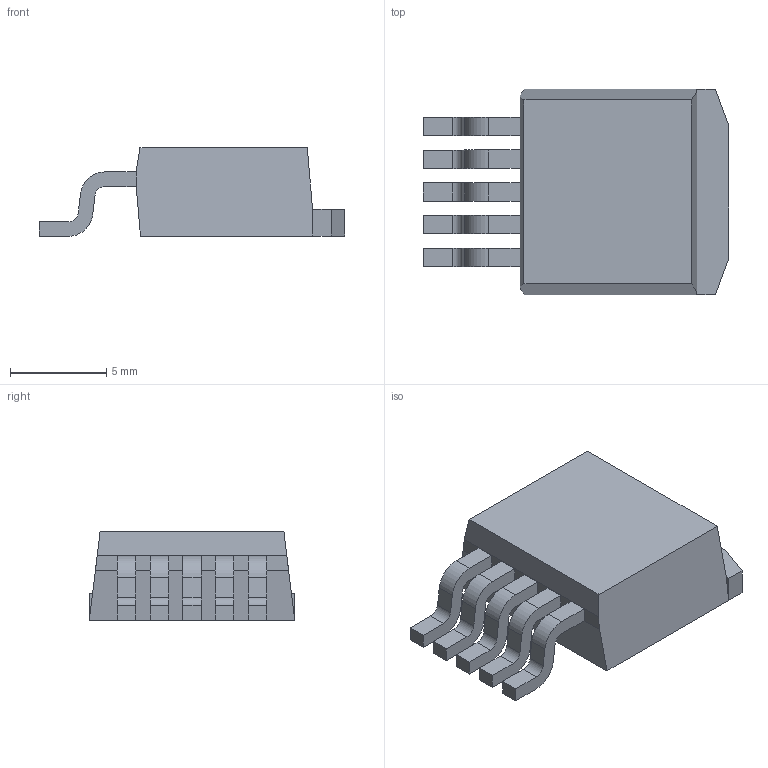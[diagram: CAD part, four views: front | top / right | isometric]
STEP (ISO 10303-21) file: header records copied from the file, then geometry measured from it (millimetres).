
FILE_DESCRIPTION((''),'2;1');
FILE_NAME('TO170P1524X460-6N-R774X1067.stp','2012-05-02T11:58:32',(''),(''),'Mechanical Desktop 2011','Mechanical Desktop 2011',', , ');
FILE_SCHEMA(('AUTOMOTIVE_DESIGN { 1 2 10303 214 1 1 1 1 }'));
Length unit declared in the file: millimetre
Products named in the file (1): Product
Bounding box: 15.88 x 10.67 x 4.6 mm (x, y, z)
Volume: 464.6 mm3; surface area: 693.1 mm2
Topology: 8 solids, 8 shells, 98 faces, 244 edges, 162 vertices
Faces by surface type: plane 78, cylinder 20
Entity records: 2938 total; most frequent: CARTESIAN_POINT 505, ORIENTED_EDGE 488, DIRECTION 482, EDGE_CURVE 244, VECTOR 204, LINE 204, VERTEX_POINT 162, AXIS2_PLACEMENT_3D 139
